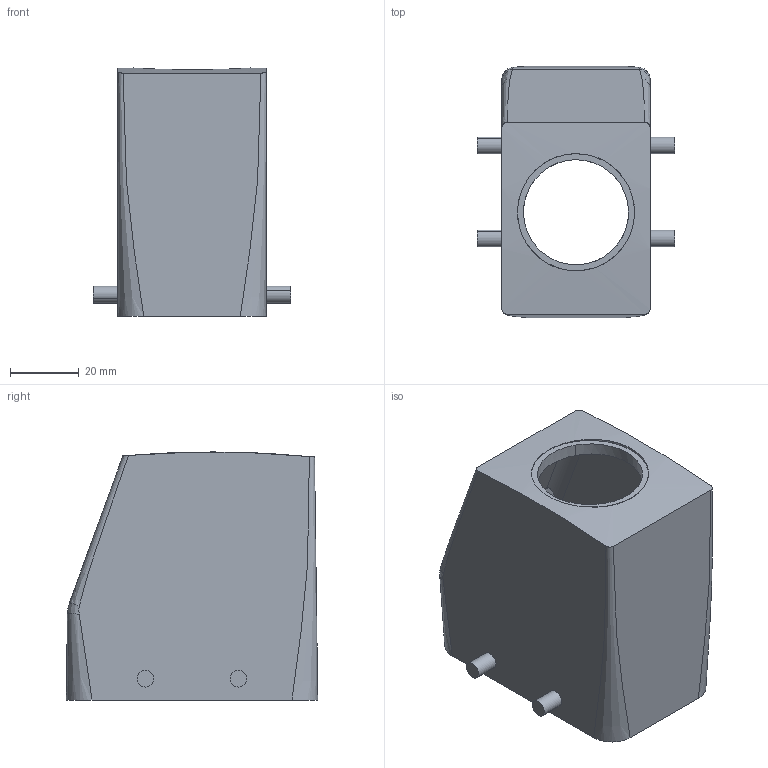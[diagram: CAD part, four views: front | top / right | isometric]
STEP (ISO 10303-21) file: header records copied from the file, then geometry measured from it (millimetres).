
FILE_DESCRIPTION(('CATIA V5 STEP','CAx-IF Rec.Pracs.--- Model Styling and Organization---1.2---2011-12-15'),'2;1');
FILE_NAME ('13268921_3', '2018-07-10T07:36:50+00:00', ('none'), ('Weidmueller'), 'CATIA Version 5-6 Release 2014 SP4 HF52', 'CATIA V5 STEP AP214', 'none');
FILE_SCHEMA(('AUTOMOTIVE_DESIGN { 1 0 10303 214 1 1 1 1 }'));
Length unit declared in the file: millimetre
Products named in the file (1): 2544020000
Bounding box: 57.4 x 73 x 72 mm (x, y, z)
Volume: 64563.6 mm3; surface area: 33051 mm2
Topology: 1 solids, 1 shells, 134 faces, 317 edges, 192 vertices
Faces by surface type: plane 45, cylinder 41, cone 40, bspline 8
Entity records: 5026 total; most frequent: CARTESIAN_POINT 2302, ORIENTED_EDGE 618, DIRECTION 412, EDGE_CURVE 309, VERTEX_POINT 192, AXIS2_PLACEMENT_3D 176, EDGE_LOOP 151, VECTOR 150
